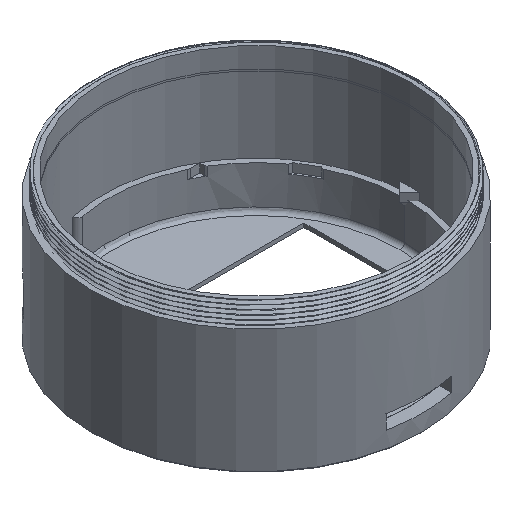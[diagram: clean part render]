
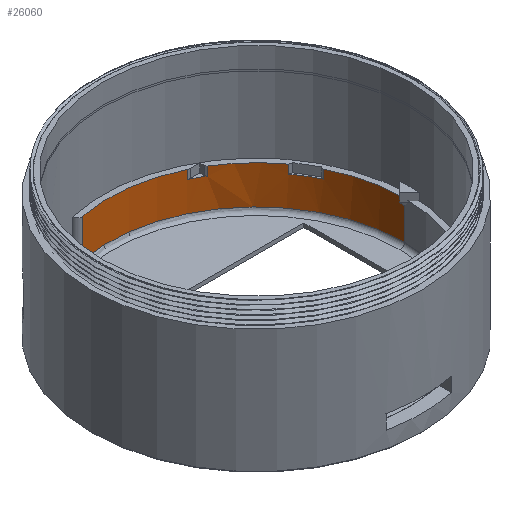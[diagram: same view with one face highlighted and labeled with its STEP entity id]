
A CAD part, isometric view. The second image highlights one B-rep face of the part: STEP entity #26060.
In plain terms, the highlighted cylindrical face has radius 34 mm (diameter 68 mm), a partial arc.
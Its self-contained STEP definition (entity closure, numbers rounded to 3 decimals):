
#25676=CARTESIAN_POINT('',(17.695,29.032,0.004));
#25677=VERTEX_POINT('',#25676);
#25685=CARTESIAN_POINT('',(17.695,29.032,-1.996));
#25686=VERTEX_POINT('',#25685);
#25693=CARTESIAN_POINT('',(17.695,29.032,0.004));
#25694=DIRECTION('',(-0.,-0.,-1.));
#25695=VECTOR('',#25694,2.);
#25696=LINE('',#25693,#25695);
#25697=EDGE_CURVE('',#25677,#25686,#25696,.T.);
#25707=CARTESIAN_POINT('',(27.466,20.04,-1.996));
#25708=VERTEX_POINT('',#25707);
#25709=CARTESIAN_POINT('',(27.466,20.04,0.004));
#25710=VERTEX_POINT('',#25709);
#25711=CARTESIAN_POINT('',(27.466,20.04,-1.996));
#25712=DIRECTION('',(0.,0.,1.));
#25713=VECTOR('',#25712,2.);
#25714=LINE('',#25711,#25713);
#25715=EDGE_CURVE('',#25708,#25710,#25714,.T.);
#25740=CARTESIAN_POINT('',(30.504,15.018,-1.996));
#25741=VERTEX_POINT('',#25740);
#25742=CARTESIAN_POINT('',(0.,0.,-1.996));
#25743=DIRECTION('',(-0.,-0.,1.));
#25744=DIRECTION('',(-1.,0.,0.));
#25745=AXIS2_PLACEMENT_3D('',#25742,#25743,#25744);
#25746=CIRCLE('',#25745,34.);
#25747=EDGE_CURVE('',#25741,#25708,#25746,.T.);
#25765=CARTESIAN_POINT('',(30.504,15.018,0.004));
#25766=VERTEX_POINT('',#25765);
#25767=CARTESIAN_POINT('',(30.504,15.018,-1.996));
#25768=DIRECTION('',(0.,0.,1.));
#25769=VECTOR('',#25768,2.);
#25770=LINE('',#25767,#25769);
#25771=EDGE_CURVE('',#25741,#25766,#25770,.T.);
#25954=CARTESIAN_POINT('',(14.761,30.629,-1.996));
#25955=VERTEX_POINT('',#25954);
#25963=CARTESIAN_POINT('',(14.761,30.629,0.004));
#25964=VERTEX_POINT('',#25963);
#25971=CARTESIAN_POINT('',(14.761,30.629,-1.996));
#25972=DIRECTION('',(0.,0.,1.));
#25973=VECTOR('',#25972,2.);
#25974=LINE('',#25971,#25973);
#25975=EDGE_CURVE('',#25955,#25964,#25974,.T.);
#25987=CARTESIAN_POINT('',(0.,-0.,-1.996));
#25988=DIRECTION('',(-0.,-0.,1.));
#25989=DIRECTION('',(-1.,0.,0.));
#25990=AXIS2_PLACEMENT_3D('',#25987,#25988,#25989);
#25991=CIRCLE('',#25990,34.);
#25992=EDGE_CURVE('',#25686,#25955,#25991,.T.);
#25999=CARTESIAN_POINT('',(0.,-0.,-9.796));
#26000=DIRECTION('',(0.,0.,1.));
#26001=DIRECTION('',(1.,0.,-0.));
#26002=AXIS2_PLACEMENT_3D('',#25999,#26000,#26001);
#26003=CYLINDRICAL_SURFACE('',#26002,34.);
#26004=CARTESIAN_POINT('',(34.,-0.,0.004));
#26005=VERTEX_POINT('',#26004);
#26006=CARTESIAN_POINT('',(34.,-0.,-8.796));
#26007=VERTEX_POINT('',#26006);
#26008=CARTESIAN_POINT('',(34.,-0.,0.004));
#26009=DIRECTION('',(-0.,-0.,-1.));
#26010=VECTOR('',#26009,8.8);
#26011=LINE('',#26008,#26010);
#26012=EDGE_CURVE('',#26005,#26007,#26011,.T.);
#26013=ORIENTED_EDGE('',*,*,#26012,.F.);
#26014=CARTESIAN_POINT('',(0.,-0.,0.004));
#26015=DIRECTION('',(0.,0.,1.));
#26016=DIRECTION('',(-1.,0.,0.));
#26017=AXIS2_PLACEMENT_3D('',#26014,#26015,#26016);
#26018=CIRCLE('',#26017,34.);
#26019=EDGE_CURVE('',#26005,#25766,#26018,.T.);
#26020=ORIENTED_EDGE('',*,*,#26019,.T.);
#26021=ORIENTED_EDGE('',*,*,#25771,.F.);
#26022=ORIENTED_EDGE('',*,*,#25747,.T.);
#26023=ORIENTED_EDGE('',*,*,#25715,.T.);
#26024=CARTESIAN_POINT('',(0.,-0.,0.004));
#26025=DIRECTION('',(0.,0.,1.));
#26026=DIRECTION('',(-1.,0.,0.));
#26027=AXIS2_PLACEMENT_3D('',#26024,#26025,#26026);
#26028=CIRCLE('',#26027,34.);
#26029=EDGE_CURVE('',#25710,#25677,#26028,.T.);
#26030=ORIENTED_EDGE('',*,*,#26029,.T.);
#26031=ORIENTED_EDGE('',*,*,#25697,.T.);
#26032=ORIENTED_EDGE('',*,*,#25992,.T.);
#26033=ORIENTED_EDGE('',*,*,#25975,.T.);
#26034=CARTESIAN_POINT('',(-6.52,33.369,0.004));
#26035=VERTEX_POINT('',#26034);
#26036=CARTESIAN_POINT('',(0.,-0.,0.004));
#26037=DIRECTION('',(0.,0.,1.));
#26038=DIRECTION('',(-1.,0.,0.));
#26039=AXIS2_PLACEMENT_3D('',#26036,#26037,#26038);
#26040=CIRCLE('',#26039,34.);
#26041=EDGE_CURVE('',#25964,#26035,#26040,.T.);
#26042=ORIENTED_EDGE('',*,*,#26041,.T.);
#26043=CARTESIAN_POINT('',(-6.52,33.369,-8.796));
#26044=VERTEX_POINT('',#26043);
#26045=CARTESIAN_POINT('',(-6.52,33.369,0.004));
#26046=DIRECTION('',(-0.,-0.,-1.));
#26047=VECTOR('',#26046,8.8);
#26048=LINE('',#26045,#26047);
#26049=EDGE_CURVE('',#26035,#26044,#26048,.T.);
#26050=ORIENTED_EDGE('',*,*,#26049,.T.);
#26051=CARTESIAN_POINT('',(0.,-0.,-8.796));
#26052=DIRECTION('',(-0.,-0.,-1.));
#26053=DIRECTION('',(1.,0.,-0.));
#26054=AXIS2_PLACEMENT_3D('',#26051,#26052,#26053);
#26055=CIRCLE('',#26054,34.);
#26056=EDGE_CURVE('',#26044,#26007,#26055,.T.);
#26057=ORIENTED_EDGE('',*,*,#26056,.T.);
#26058=EDGE_LOOP('',(#26013,#26020,#26021,#26022,#26023,#26030,#26031,#26032,#26033,#26042,#26050,#26057));
#26059=FACE_BOUND('',#26058,.T.);
#26060=ADVANCED_FACE('',(#26059),#26003,.F.);
